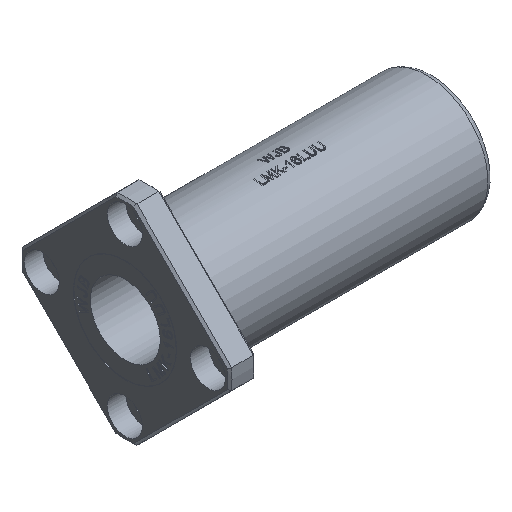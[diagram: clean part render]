
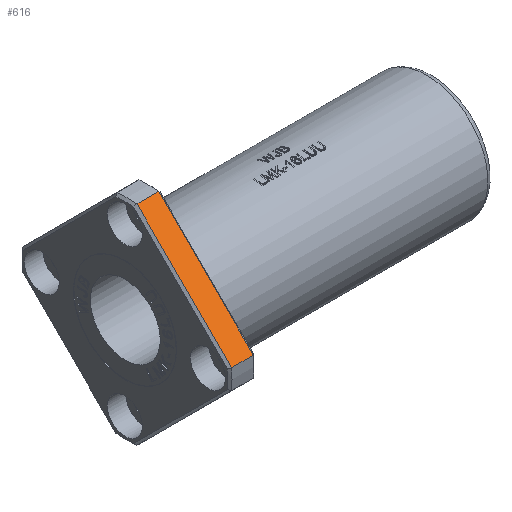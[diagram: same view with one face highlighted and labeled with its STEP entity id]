
A CAD part, isometric view. The second image highlights one B-rep face of the part: STEP entity #616.
In plain terms, the highlighted planar face has unit normal (0, -0.707, 0.707).
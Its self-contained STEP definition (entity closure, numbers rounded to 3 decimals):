
#205=FACE_OUTER_BOUND('',#1950,.T.);
#616=ADVANCED_FACE('',(#205),#977,.T.);
#977=PLANE('',#6949);
#1366=B_SPLINE_CURVE_WITH_KNOTS('',3,(#10256,#10257,#10258,#10259),.UNSPECIFIED.,
 .F.,.F.,(4,4),(0.,1.),.UNSPECIFIED.);
#1391=B_SPLINE_CURVE_WITH_KNOTS('',3,(#10434,#10435,#10436,#10437),.UNSPECIFIED.,
 .F.,.F.,(4,4),(0.,1.),.UNSPECIFIED.);
#1392=B_SPLINE_CURVE_WITH_KNOTS('',3,(#10440,#10441,#10442,#10443),.UNSPECIFIED.,
 .F.,.F.,(4,4),(0.,1.),.UNSPECIFIED.);
#1393=B_SPLINE_CURVE_WITH_KNOTS('',3,(#10444,#10445,#10446,#10447),.UNSPECIFIED.,
 .F.,.F.,(4,4),(0.,1.),.UNSPECIFIED.);
#1950=EDGE_LOOP('',(#2686,#2687,#2688,#2689));
#2686=ORIENTED_EDGE('',*,*,#5222,.F.);
#2687=ORIENTED_EDGE('',*,*,#5223,.T.);
#2688=ORIENTED_EDGE('',*,*,#5197,.T.);
#2689=ORIENTED_EDGE('',*,*,#5224,.F.);
#4541=VERTEX_POINT('',#10255);
#4542=VERTEX_POINT('',#10260);
#4559=VERTEX_POINT('',#10438);
#4560=VERTEX_POINT('',#10439);
#5197=EDGE_CURVE('',#4542,#4541,#1366,.T.);
#5222=EDGE_CURVE('',#4559,#4560,#1391,.T.);
#5223=EDGE_CURVE('',#4559,#4542,#1392,.T.);
#5224=EDGE_CURVE('',#4560,#4541,#1393,.T.);
#6949=AXIS2_PLACEMENT_3D('',#10448,#7512,#7513);
#7512=DIRECTION('',(0.,-0.707,0.707));
#7513=DIRECTION('',(1.,0.,0.));
#10255=CARTESIAN_POINT('',(0.5,-23.892,2.271));
#10256=CARTESIAN_POINT('',(0.5,-2.271,23.892));
#10257=CARTESIAN_POINT('',(0.5,-9.478,16.685));
#10258=CARTESIAN_POINT('',(0.5,-16.685,9.478));
#10259=CARTESIAN_POINT('',(0.5,-23.892,2.271));
#10260=CARTESIAN_POINT('',(0.5,-2.271,23.892));
#10434=CARTESIAN_POINT('',(5.5,-2.271,23.892));
#10435=CARTESIAN_POINT('',(5.5,-9.478,16.685));
#10436=CARTESIAN_POINT('',(5.5,-16.685,9.478));
#10437=CARTESIAN_POINT('',(5.5,-23.892,2.271));
#10438=CARTESIAN_POINT('',(5.5,-2.271,23.892));
#10439=CARTESIAN_POINT('',(5.5,-23.892,2.271));
#10440=CARTESIAN_POINT('',(5.5,-2.271,23.892));
#10441=CARTESIAN_POINT('',(3.833,-2.271,23.892));
#10442=CARTESIAN_POINT('',(2.167,-2.271,23.892));
#10443=CARTESIAN_POINT('',(0.5,-2.271,23.892));
#10444=CARTESIAN_POINT('',(5.5,-23.892,2.271));
#10445=CARTESIAN_POINT('',(3.833,-23.892,2.271));
#10446=CARTESIAN_POINT('',(2.167,-23.892,2.271));
#10447=CARTESIAN_POINT('',(0.5,-23.892,2.271));
#10448=CARTESIAN_POINT('',(0.5,-23.892,2.271));
